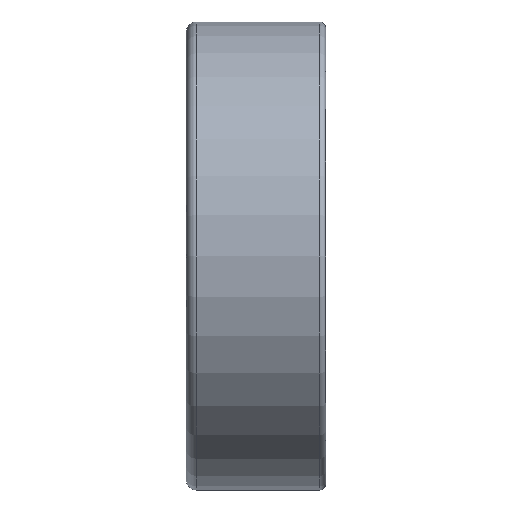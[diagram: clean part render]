
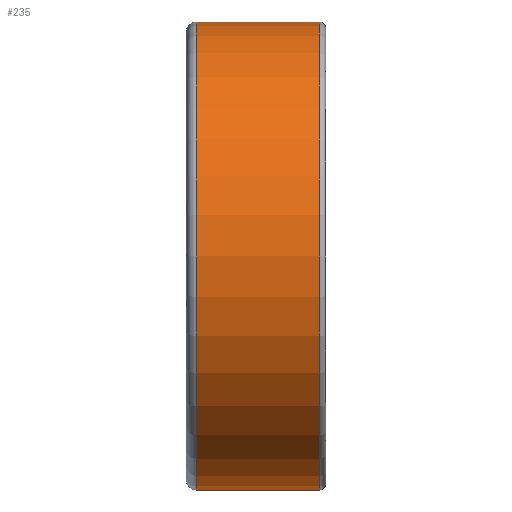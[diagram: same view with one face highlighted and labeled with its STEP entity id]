
A CAD part, front view. The second image highlights one B-rep face of the part: STEP entity #235.
In plain terms, the highlighted cylindrical face has radius 23.5 mm (diameter 47 mm), a full revolution.
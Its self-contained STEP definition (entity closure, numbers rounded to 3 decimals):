
#63=CYLINDRICAL_SURFACE('',#306,23.5);
#100=ORIENTED_EDGE('',*,*,#111,.T.);
#101=ORIENTED_EDGE('',*,*,#117,.F.);
#111=EDGE_CURVE('',#127,#127,#144,.T.);
#117=EDGE_CURVE('',#133,#133,#150,.T.);
#127=VERTEX_POINT('',#429);
#133=VERTEX_POINT('',#447);
#144=CIRCLE('',#293,23.5);
#150=CIRCLE('',#305,23.5);
#181=EDGE_LOOP('',(#100));
#182=EDGE_LOOP('',(#101));
#213=FACE_BOUND('',#181,.T.);
#214=FACE_BOUND('',#182,.T.);
#235=ADVANCED_FACE('',(#213,#214),#63,.T.);
#293=AXIS2_PLACEMENT_3D('',#428,#355,#356);
#305=AXIS2_PLACEMENT_3D('',#446,#379,#380);
#306=AXIS2_PLACEMENT_3D('',#448,#381,#382);
#355=DIRECTION('',(1.,0.,0.));
#356=DIRECTION('',(0.,0.,-1.));
#379=DIRECTION('',(1.,0.,0.));
#380=DIRECTION('',(0.,0.,-1.));
#381=DIRECTION('',(1.,0.,0.));
#382=DIRECTION('',(0.,0.,-1.));
#428=CARTESIAN_POINT('',(1.,0.,0.));
#429=CARTESIAN_POINT('',(1.,0.,-23.5));
#446=CARTESIAN_POINT('',(13.4,0.,0.));
#447=CARTESIAN_POINT('',(13.4,0.,-23.5));
#448=CARTESIAN_POINT('',(14.,0.,0.));
